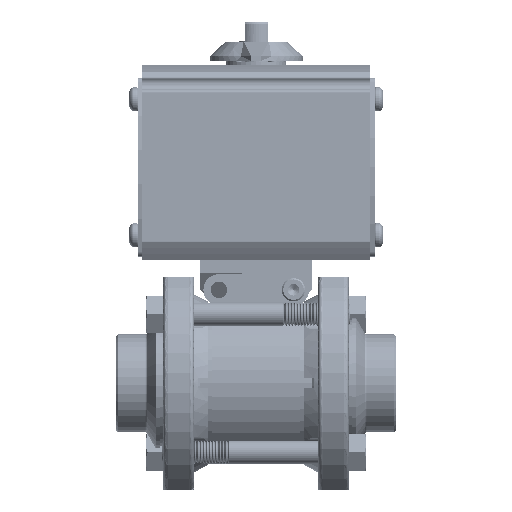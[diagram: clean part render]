
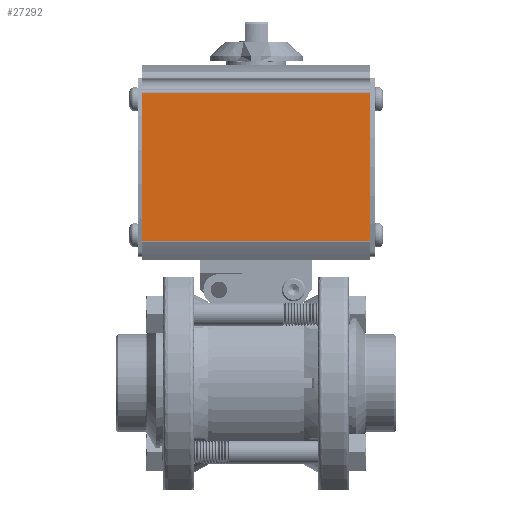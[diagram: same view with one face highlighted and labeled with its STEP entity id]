
A CAD part, top view. The second image highlights one B-rep face of the part: STEP entity #27292.
In plain terms, the highlighted planar face has unit normal (0, 0, 1).
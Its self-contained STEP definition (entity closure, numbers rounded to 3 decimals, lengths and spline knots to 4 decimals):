
#1457 = LINE ( 'NONE', #2953, #93950 ) ;
#2953 = CARTESIAN_POINT ( 'NONE',  ( -1.5109, 3.8004, 3.281 ) ) ;
#9326 = VERTEX_POINT ( 'NONE', #20062 ) ;
#11571 = PLANE ( 'NONE',  #12430 ) ;
#11945 = LINE ( 'NONE', #105106, #30122 ) ;
#12430 = AXIS2_PLACEMENT_3D ( 'NONE', #20530, #29165, #29554 ) ;
#16695 = EDGE_CURVE ( 'NONE', #94521, #96189, #1457, .T. ) ;
#16751 = VECTOR ( 'NONE', #39348, 39.3701 ) ;
#20062 = CARTESIAN_POINT ( 'NONE',  ( 1.5441, 1.7988, 3.281 ) ) ;
#20530 = CARTESIAN_POINT ( 'NONE',  ( -5.0238, 3.8004, 3.281 ) ) ;
#24590 = FACE_OUTER_BOUND ( 'NONE', #36644, .T. ) ;
#25408 = CARTESIAN_POINT ( 'NONE',  ( 1.5441, 3.7931, 3.281 ) ) ;
#27292 = ADVANCED_FACE ( 'NONE', ( #24590 ), #11571, .F. ) ;
#28401 = ORIENTED_EDGE ( 'NONE', *, *, #102918, .F. ) ;
#29165 = DIRECTION ( 'NONE',  ( 0., 0., -1. ) ) ;
#29554 = DIRECTION ( 'NONE',  ( 0., -1., 0. ) ) ;
#30122 = VECTOR ( 'NONE', #51305, 39.3701 ) ;
#36625 = LINE ( 'NONE', #46326, #60596 ) ;
#36644 = EDGE_LOOP ( 'NONE', ( #28401, #43201, #50448, #116199 ) ) ;
#37688 = VERTEX_POINT ( 'NONE', #25408 ) ;
#39348 = DIRECTION ( 'NONE',  ( 1., 0., 0. ) ) ;
#43201 = ORIENTED_EDGE ( 'NONE', *, *, #115677, .T. ) ;
#46326 = CARTESIAN_POINT ( 'NONE',  ( 1.5441, 3.8004, 3.281 ) ) ;
#50448 = ORIENTED_EDGE ( 'NONE', *, *, #16695, .F. ) ;
#51305 = DIRECTION ( 'NONE',  ( -1., 0., 0. ) ) ;
#56657 = EDGE_CURVE ( 'NONE', #94521, #9326, #91110, .T. ) ;
#60596 = VECTOR ( 'NONE', #64375, 39.3701 ) ;
#64375 = DIRECTION ( 'NONE',  ( 0., -1., 0. ) ) ;
#69887 = CARTESIAN_POINT ( 'NONE',  ( -1.5109, 1.7988, 3.281 ) ) ;
#91110 = LINE ( 'NONE', #102159, #16751 ) ;
#92662 = DIRECTION ( 'NONE',  ( 0., 1., 0. ) ) ;
#93950 = VECTOR ( 'NONE', #92662, 39.3701 ) ;
#94521 = VERTEX_POINT ( 'NONE', #69887 ) ;
#94579 = CARTESIAN_POINT ( 'NONE',  ( -1.5109, 3.7931, 3.281 ) ) ;
#96189 = VERTEX_POINT ( 'NONE', #94579 ) ;
#102159 = CARTESIAN_POINT ( 'NONE',  ( -5.0238, 1.7988, 3.281 ) ) ;
#102918 = EDGE_CURVE ( 'NONE', #37688, #9326, #36625, .T. ) ;
#105106 = CARTESIAN_POINT ( 'NONE',  ( -5.0238, 3.7931, 3.281 ) ) ;
#115677 = EDGE_CURVE ( 'NONE', #37688, #96189, #11945, .T. ) ;
#116199 = ORIENTED_EDGE ( 'NONE', *, *, #56657, .T. ) ;
